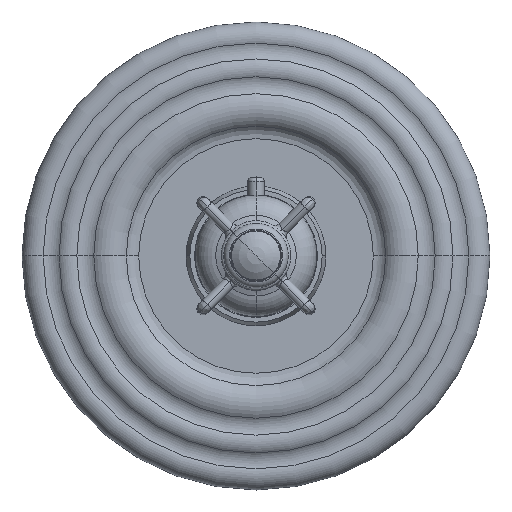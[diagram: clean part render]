
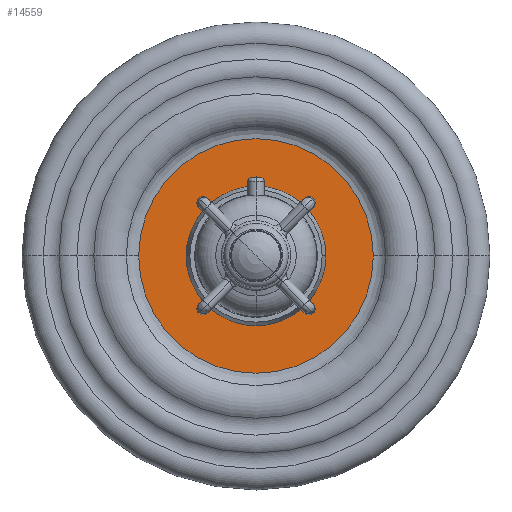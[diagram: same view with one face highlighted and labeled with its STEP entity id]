
A CAD part, top view. The second image highlights one B-rep face of the part: STEP entity #14559.
In plain terms, the highlighted planar face has unit normal (0, 0, 1).
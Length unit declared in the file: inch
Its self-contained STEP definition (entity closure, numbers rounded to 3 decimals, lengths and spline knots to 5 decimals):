
#3488=CARTESIAN_POINT('',(0.,0.,0.31244));
#3489=DIRECTION('',(0.,0.,-1.));
#3490=DIRECTION('',(-1.,0.,0.));
#3491=AXIS2_PLACEMENT_3D('',#3488,#3489,#3490);
#3493=CARTESIAN_POINT('',(0.,0.,0.31244));
#3494=DIRECTION('',(0.,0.,-1.));
#3495=DIRECTION('',(1.,0.,0.));
#3496=AXIS2_PLACEMENT_3D('',#3493,#3494,#3495);
#3498=CARTESIAN_POINT('',(0.,0.,0.31244));
#3499=DIRECTION('',(0.,0.,-1.));
#3500=DIRECTION('',(1.,0.,0.));
#3501=AXIS2_PLACEMENT_3D('',#3498,#3499,#3500);
#3508=CARTESIAN_POINT('',(0.,0.,0.31244));
#3509=DIRECTION('',(0.,0.,1.));
#3510=DIRECTION('',(1.,0.,0.));
#3511=AXIS2_PLACEMENT_3D('',#3508,#3509,#3510);
#7180=CARTESIAN_POINT('',(1.87952,0.,0.31244));
#7181=CARTESIAN_POINT('',(-1.87952,0.,0.31244));
#7182=VERTEX_POINT('',#7180);
#7183=VERTEX_POINT('',#7181);
#7188=CARTESIAN_POINT('',(-1.12,0.,0.31244));
#7189=CARTESIAN_POINT('',(1.12,0.,0.31244));
#7190=VERTEX_POINT('',#7188);
#7191=VERTEX_POINT('',#7189);
#14543=CARTESIAN_POINT('',(0.,0.,0.31244));
#14544=DIRECTION('',(0.,0.,-1.));
#14545=DIRECTION('',(-1.,0.,0.));
#14546=AXIS2_PLACEMENT_3D('',#14543,#14544,#14545);
#14547=PLANE('',#14546);
#14549=ORIENTED_EDGE('',*,*,#14548,.T.);
#14551=ORIENTED_EDGE('',*,*,#14550,.F.);
#14552=EDGE_LOOP('',(#14549,#14551));
#14553=FACE_OUTER_BOUND('',#14552,.F.);
#14555=ORIENTED_EDGE('',*,*,#14554,.F.);
#14556=ORIENTED_EDGE('',*,*,#14533,.F.);
#14557=EDGE_LOOP('',(#14555,#14556));
#14558=FACE_BOUND('',#14557,.F.);
#14559=ADVANCED_FACE('',(#14553,#14558),#14547,.F.);
#3492=CIRCLE('',#3491,1.12);
#3497=CIRCLE('',#3496,1.12);
#3502=CIRCLE('',#3501,1.87952);
#3512=CIRCLE('',#3511,1.87952);
#14533=EDGE_CURVE('',#7191,#7190,#3497,.T.);
#14548=EDGE_CURVE('',#7182,#7183,#3502,.T.);
#14550=EDGE_CURVE('',#7182,#7183,#3512,.T.);
#14554=EDGE_CURVE('',#7190,#7191,#3492,.T.);
